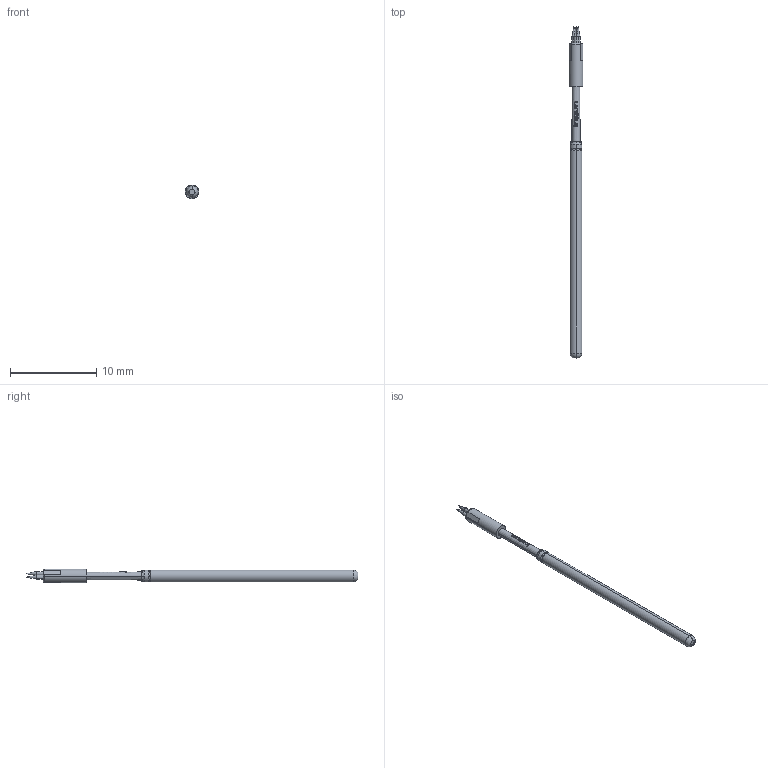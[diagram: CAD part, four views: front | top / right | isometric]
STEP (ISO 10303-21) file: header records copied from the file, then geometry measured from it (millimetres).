
FILE_DESCRIPTION (( 'STEP AP203' ), '1' );
FILE_NAME ('INGUN_GKS-100_293_160_A_xx00.STEP', '2021-10-29T08:50:19', ( 'ochi' ), ( '' ), 'SwSTEP 2.0', 'SolidWorks 2018', '' );
FILE_SCHEMA (( 'CONFIG_CONTROL_DESIGN' ));
Length unit declared in the file: millimetre
Products named in the file (1): INGUN_GKS-100_293_160_A_xx00
Bounding box: 1.6 x 38.4 x 1.6 mm (x, y, z)
Volume: 51.3 mm3; surface area: 161.6 mm2
Topology: 1 solids, 1 shells, 114 faces, 296 edges, 189 vertices
Faces by surface type: bspline 60, cone 18, cylinder 14, torus 12, plane 10
Entity records: 4610 total; most frequent: CARTESIAN_POINT 2279, ORIENTED_EDGE 580, EDGE_CURVE 290, DIRECTION 271, B_SPLINE_CURVE_WITH_KNOTS 193, VERTEX_POINT 189, EDGE_LOOP 125, AXIS2_PLACEMENT_3D 119
